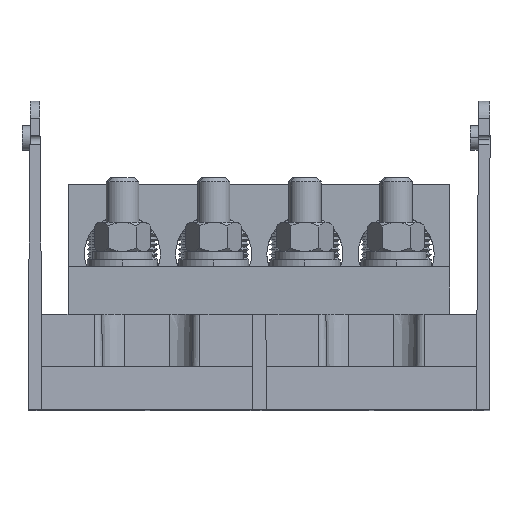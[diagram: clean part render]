
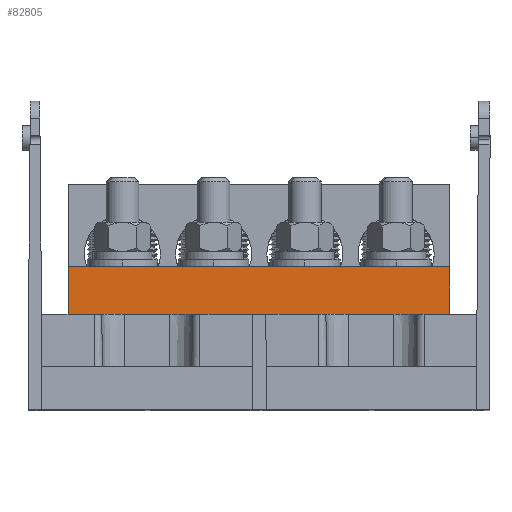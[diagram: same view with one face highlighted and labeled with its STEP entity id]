
A CAD part, top view. The second image highlights one B-rep face of the part: STEP entity #82805.
In plain terms, the highlighted planar face has unit normal (0, 0, 1).
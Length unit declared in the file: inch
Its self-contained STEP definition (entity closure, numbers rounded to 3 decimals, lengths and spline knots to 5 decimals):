
#1304 = LINE ( 'NONE', #31857, #52365 ) ;
#5932 = EDGE_LOOP ( 'NONE', ( #57942, #90095, #85706, #82136 ) ) ;
#9424 = VECTOR ( 'NONE', #65842, 39.37008 ) ;
#11347 = DIRECTION ( 'NONE',  ( 1., 0., 0. ) ) ;
#12886 = EDGE_CURVE ( 'NONE', #67520, #27340, #1304, .T. ) ;
#15053 = DIRECTION ( 'NONE',  ( 0., 0., -1. ) ) ;
#15710 = LINE ( 'NONE', #52986, #52644 ) ;
#19060 = CARTESIAN_POINT ( 'NONE',  ( -0.9, 1.65, 1.2 ) ) ;
#24850 = DIRECTION ( 'NONE',  ( 0., 1., 0. ) ) ;
#25176 = CARTESIAN_POINT ( 'NONE',  ( 3.48, 1.65, 1.2 ) ) ;
#27267 = VERTEX_POINT ( 'NONE', #25176 ) ;
#27340 = VERTEX_POINT ( 'NONE', #19060 ) ;
#31135 = AXIS2_PLACEMENT_3D ( 'NONE', #56677, #15053, #63686 ) ;
#31857 = CARTESIAN_POINT ( 'NONE',  ( -0.9, 1.1, 1.2 ) ) ;
#32381 = VERTEX_POINT ( 'NONE', #38801 ) ;
#38801 = CARTESIAN_POINT ( 'NONE',  ( 3.48, 1.1, 1.2 ) ) ;
#44748 = EDGE_CURVE ( 'NONE', #67520, #32381, #15710, .T. ) ;
#46614 = CARTESIAN_POINT ( 'NONE',  ( -0.9, 1.1, 1.2 ) ) ;
#49336 = PLANE ( 'NONE',  #31135 ) ;
#49774 = VECTOR ( 'NONE', #24850, 39.37008 ) ;
#51962 = LINE ( 'NONE', #59902, #49774 ) ;
#52365 = VECTOR ( 'NONE', #87464, 39.37008 ) ;
#52644 = VECTOR ( 'NONE', #11347, 39.37008 ) ;
#52986 = CARTESIAN_POINT ( 'NONE',  ( -0.9, 1.1, 1.2 ) ) ;
#53482 = EDGE_CURVE ( 'NONE', #27340, #27267, #83379, .T. ) ;
#56677 = CARTESIAN_POINT ( 'NONE',  ( -0.9, 1.1, 1.2 ) ) ;
#57942 = ORIENTED_EDGE ( 'NONE', *, *, #80268, .T. ) ;
#58548 = CARTESIAN_POINT ( 'NONE',  ( -0.9, 1.65, 1.2 ) ) ;
#59214 = FACE_OUTER_BOUND ( 'NONE', #5932, .T. ) ;
#59902 = CARTESIAN_POINT ( 'NONE',  ( 3.48, 1.1, 1.2 ) ) ;
#63686 = DIRECTION ( 'NONE',  ( -1., 0., 0. ) ) ;
#65842 = DIRECTION ( 'NONE',  ( 1., 0., 0. ) ) ;
#67520 = VERTEX_POINT ( 'NONE', #46614 ) ;
#80268 = EDGE_CURVE ( 'NONE', #32381, #27267, #51962, .T. ) ;
#82136 = ORIENTED_EDGE ( 'NONE', *, *, #44748, .T. ) ;
#82805 = ADVANCED_FACE ( 'NONE', ( #59214 ), #49336, .F. ) ;
#83379 = LINE ( 'NONE', #58548, #9424 ) ;
#85706 = ORIENTED_EDGE ( 'NONE', *, *, #12886, .F. ) ;
#87464 = DIRECTION ( 'NONE',  ( 0., 1., 0. ) ) ;
#90095 = ORIENTED_EDGE ( 'NONE', *, *, #53482, .F. ) ;
